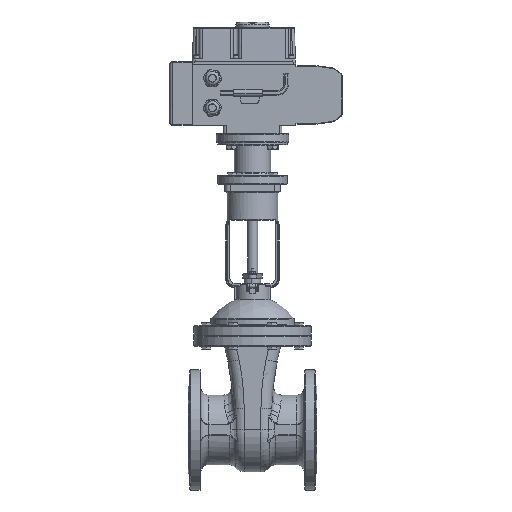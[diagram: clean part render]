
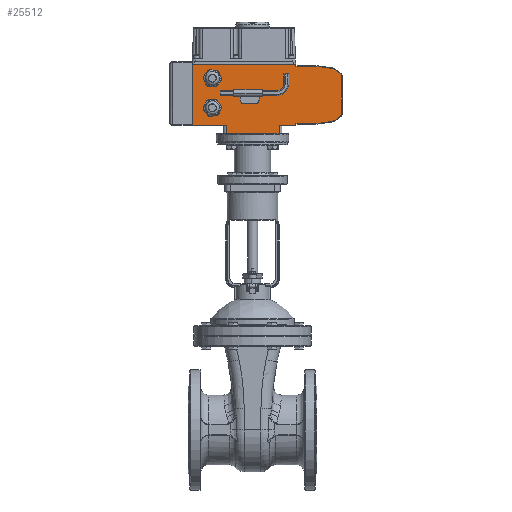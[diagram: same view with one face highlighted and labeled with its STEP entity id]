
A CAD part, left-side view. The second image highlights one B-rep face of the part: STEP entity #25512.
In plain terms, the highlighted planar face has unit normal (-1, 0, 0).
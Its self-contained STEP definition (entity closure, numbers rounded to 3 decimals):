
#1368=PLANE('',#27624);
#1760=LINE('',#36519,#3723);
#2218=LINE('',#37714,#4181);
#2221=LINE('',#37723,#4184);
#2226=LINE('',#37747,#4189);
#2562=LINE('',#39170,#4525);
#2564=LINE('',#39178,#4527);
#2599=LINE('',#39362,#4562);
#2614=LINE('',#39409,#4577);
#2874=LINE('',#40729,#4837);
#2875=LINE('',#40733,#4838);
#2876=LINE('',#40737,#4839);
#2877=LINE('',#40741,#4840);
#2878=LINE('',#40745,#4841);
#2879=LINE('',#40749,#4842);
#2880=LINE('',#40753,#4843);
#2881=LINE('',#40756,#4844);
#2882=LINE('',#40758,#4845);
#2883=LINE('',#40759,#4846);
#3723=VECTOR('',#29379,10.);
#4181=VECTOR('',#30469,10.);
#4184=VECTOR('',#30476,10.);
#4189=VECTOR('',#30487,10.);
#4525=VECTOR('',#31219,10.);
#4527=VECTOR('',#31227,10.);
#4562=VECTOR('',#31376,10.);
#4577=VECTOR('',#31419,10.);
#4837=VECTOR('',#32517,10.);
#4838=VECTOR('',#32520,10.);
#4839=VECTOR('',#32523,10.);
#4840=VECTOR('',#32526,10.);
#4841=VECTOR('',#32529,10.);
#4842=VECTOR('',#32532,10.);
#4843=VECTOR('',#32535,10.);
#4844=VECTOR('',#32538,10.);
#4845=VECTOR('',#32539,10.);
#4846=VECTOR('',#32540,10.);
#6760=FACE_OUTER_BOUND('',#8204,.T.);
#8204=EDGE_LOOP('',(#19601,#19602,#19603,#19604,#19605,#19606,#19607,#19608,
#19609,#19610,#19611,#19612,#19613,#19614,#19615,#19616,#19617,#19618,#19619,
#19620,#19621,#19622,#19623,#19624,#19625,#19626));
#9577=CIRCLE('',#27625,4.);
#9578=CIRCLE('',#27626,4.);
#9579=CIRCLE('',#27627,4.);
#9580=CIRCLE('',#27628,4.);
#9581=CIRCLE('',#27629,4.);
#9582=CIRCLE('',#27630,4.);
#9583=CIRCLE('',#27631,4.);
#9584=CIRCLE('',#27632,4.);
#10326=VERTEX_POINT('',#36517);
#10327=VERTEX_POINT('',#36518);
#10748=VERTEX_POINT('',#37713);
#10751=VERTEX_POINT('',#37721);
#10752=VERTEX_POINT('',#37722);
#10758=VERTEX_POINT('',#37746);
#11097=VERTEX_POINT('',#39169);
#11100=VERTEX_POINT('',#39176);
#11156=VERTEX_POINT('',#39360);
#11174=VERTEX_POINT('',#39407);
#11418=VERTEX_POINT('',#40726);
#11419=VERTEX_POINT('',#40728);
#11420=VERTEX_POINT('',#40730);
#11421=VERTEX_POINT('',#40732);
#11422=VERTEX_POINT('',#40734);
#11423=VERTEX_POINT('',#40736);
#11424=VERTEX_POINT('',#40738);
#11425=VERTEX_POINT('',#40740);
#11426=VERTEX_POINT('',#40742);
#11427=VERTEX_POINT('',#40744);
#11428=VERTEX_POINT('',#40746);
#11429=VERTEX_POINT('',#40748);
#11430=VERTEX_POINT('',#40750);
#11431=VERTEX_POINT('',#40752);
#11432=VERTEX_POINT('',#40755);
#11433=VERTEX_POINT('',#40757);
#12677=EDGE_CURVE('',#10326,#10327,#1760,.T.);
#13267=EDGE_CURVE('',#10326,#10748,#2218,.T.);
#13271=EDGE_CURVE('',#10751,#10752,#2221,.T.);
#13278=EDGE_CURVE('',#10748,#10758,#2226,.T.);
#13741=EDGE_CURVE('',#10752,#11097,#2562,.T.);
#13745=EDGE_CURVE('',#11100,#10327,#2564,.T.);
#13820=EDGE_CURVE('',#11156,#11100,#2599,.T.);
#13845=EDGE_CURVE('',#11097,#11174,#2614,.T.);
#14333=EDGE_CURVE('',#11418,#10751,#9577,.T.);
#14334=EDGE_CURVE('',#11419,#11418,#2874,.T.);
#14335=EDGE_CURVE('',#11420,#11419,#9578,.T.);
#14336=EDGE_CURVE('',#11421,#11420,#2875,.T.);
#14337=EDGE_CURVE('',#11422,#11421,#9579,.T.);
#14338=EDGE_CURVE('',#11423,#11422,#2876,.T.);
#14339=EDGE_CURVE('',#11424,#11423,#9580,.T.);
#14340=EDGE_CURVE('',#11425,#11424,#2877,.T.);
#14341=EDGE_CURVE('',#11426,#11425,#9581,.T.);
#14342=EDGE_CURVE('',#11427,#11426,#2878,.T.);
#14343=EDGE_CURVE('',#11428,#11427,#9582,.T.);
#14344=EDGE_CURVE('',#11429,#11428,#2879,.T.);
#14345=EDGE_CURVE('',#11430,#11429,#9583,.T.);
#14346=EDGE_CURVE('',#11431,#11430,#2880,.T.);
#14347=EDGE_CURVE('',#10758,#11431,#9584,.T.);
#14348=EDGE_CURVE('',#11432,#11156,#2881,.T.);
#14349=EDGE_CURVE('',#11433,#11432,#2882,.T.);
#14350=EDGE_CURVE('',#11174,#11433,#2883,.T.);
#19601=ORIENTED_EDGE('',*,*,#13271,.F.);
#19602=ORIENTED_EDGE('',*,*,#14333,.F.);
#19603=ORIENTED_EDGE('',*,*,#14334,.F.);
#19604=ORIENTED_EDGE('',*,*,#14335,.F.);
#19605=ORIENTED_EDGE('',*,*,#14336,.F.);
#19606=ORIENTED_EDGE('',*,*,#14337,.F.);
#19607=ORIENTED_EDGE('',*,*,#14338,.F.);
#19608=ORIENTED_EDGE('',*,*,#14339,.F.);
#19609=ORIENTED_EDGE('',*,*,#14340,.F.);
#19610=ORIENTED_EDGE('',*,*,#14341,.F.);
#19611=ORIENTED_EDGE('',*,*,#14342,.F.);
#19612=ORIENTED_EDGE('',*,*,#14343,.F.);
#19613=ORIENTED_EDGE('',*,*,#14344,.F.);
#19614=ORIENTED_EDGE('',*,*,#14345,.F.);
#19615=ORIENTED_EDGE('',*,*,#14346,.F.);
#19616=ORIENTED_EDGE('',*,*,#14347,.F.);
#19617=ORIENTED_EDGE('',*,*,#13278,.F.);
#19618=ORIENTED_EDGE('',*,*,#13267,.F.);
#19619=ORIENTED_EDGE('',*,*,#12677,.T.);
#19620=ORIENTED_EDGE('',*,*,#13745,.F.);
#19621=ORIENTED_EDGE('',*,*,#13820,.F.);
#19622=ORIENTED_EDGE('',*,*,#14348,.F.);
#19623=ORIENTED_EDGE('',*,*,#14349,.F.);
#19624=ORIENTED_EDGE('',*,*,#14350,.F.);
#19625=ORIENTED_EDGE('',*,*,#13845,.F.);
#19626=ORIENTED_EDGE('',*,*,#13741,.F.);
#25512=ADVANCED_FACE('',(#6760),#1368,.F.);
#27624=AXIS2_PLACEMENT_3D('',#40725,#32513,#32514);
#27625=AXIS2_PLACEMENT_3D('',#40727,#32515,#32516);
#27626=AXIS2_PLACEMENT_3D('',#40731,#32518,#32519);
#27627=AXIS2_PLACEMENT_3D('',#40735,#32521,#32522);
#27628=AXIS2_PLACEMENT_3D('',#40739,#32524,#32525);
#27629=AXIS2_PLACEMENT_3D('',#40743,#32527,#32528);
#27630=AXIS2_PLACEMENT_3D('',#40747,#32530,#32531);
#27631=AXIS2_PLACEMENT_3D('',#40751,#32533,#32534);
#27632=AXIS2_PLACEMENT_3D('',#40754,#32536,#32537);
#29379=DIRECTION('',(0.,-1.,0.));
#30469=DIRECTION('',(0.,0.,1.));
#30476=DIRECTION('',(0.,-1.,0.));
#30487=DIRECTION('',(0.,-1.,0.));
#31219=DIRECTION('',(0.,0.,-1.));
#31227=DIRECTION('',(0.,0.,-1.));
#31376=DIRECTION('',(0.,1.,0.));
#31419=DIRECTION('',(0.,-1.,0.));
#32513=DIRECTION('center_axis',(1.,0.,0.));
#32514=DIRECTION('ref_axis',(0.,0.,-1.));
#32515=DIRECTION('center_axis',(1.,0.,0.));
#32516=DIRECTION('ref_axis',(0.,-0.997,-0.077));
#32517=DIRECTION('',(0.,0.,-1.));
#32518=DIRECTION('center_axis',(1.,0.,0.));
#32519=DIRECTION('ref_axis',(0.,-0.998,0.068));
#32520=DIRECTION('',(0.,-0.136,-0.991));
#32521=DIRECTION('center_axis',(1.,0.,0.));
#32522=DIRECTION('ref_axis',(0.,-0.931,0.366));
#32523=DIRECTION('',(0.,-0.575,-0.818));
#32524=DIRECTION('center_axis',(1.,0.,0.));
#32525=DIRECTION('ref_axis',(0.,-0.461,0.887));
#32526=DIRECTION('',(0.,-1.,0.));
#32527=DIRECTION('center_axis',(1.,0.,0.));
#32528=DIRECTION('ref_axis',(0.,0.461,0.887));
#32529=DIRECTION('',(0.,-0.575,0.818));
#32530=DIRECTION('center_axis',(1.,0.,0.));
#32531=DIRECTION('ref_axis',(0.,0.931,0.366));
#32532=DIRECTION('',(0.,-0.136,0.991));
#32533=DIRECTION('center_axis',(1.,0.,0.));
#32534=DIRECTION('ref_axis',(0.,0.998,0.068));
#32535=DIRECTION('',(0.,0.,1.));
#32536=DIRECTION('center_axis',(1.,0.,0.));
#32537=DIRECTION('ref_axis',(0.,0.997,-0.077));
#32538=DIRECTION('',(0.,0.,-1.));
#32539=DIRECTION('',(0.,0.,-1.));
#32540=DIRECTION('',(0.,0.,-1.));
#36517=CARTESIAN_POINT('',(0.,54.,-84.));
#36518=CARTESIAN_POINT('',(0.,-54.5,-84.));
#36519=CARTESIAN_POINT('',(0.,52.5,-84.));
#37713=CARTESIAN_POINT('',(0.,54.,100.756));
#37714=CARTESIAN_POINT('',(0.,54.,-84.));
#37721=CARTESIAN_POINT('',(0.,-51.425,100.756));
#37722=CARTESIAN_POINT('',(0.,-54.5,100.756));
#37723=CARTESIAN_POINT('',(0.,26.25,100.756));
#37746=CARTESIAN_POINT('',(0.,51.425,100.756));
#37747=CARTESIAN_POINT('',(0.,26.25,100.756));
#39169=CARTESIAN_POINT('',(0.,-54.5,71.335));
#39170=CARTESIAN_POINT('',(0.,-54.5,-84.));
#39176=CARTESIAN_POINT('',(0.,-54.5,-23.665));
#39178=CARTESIAN_POINT('',(0.,-54.5,-84.));
#39360=CARTESIAN_POINT('',(0.,-69.5,-23.665));
#39362=CARTESIAN_POINT('',(0.,-27.25,-23.665));
#39407=CARTESIAN_POINT('',(0.,-69.5,71.335));
#39409=CARTESIAN_POINT('',(0.,-27.25,71.335));
#40725=CARTESIAN_POINT('Origin',(0.,0.,50.));
#40726=CARTESIAN_POINT('',(0.,-51.5,101.528));
#40727=CARTESIAN_POINT('Origin',(0.,-47.5,101.528));
#40728=CARTESIAN_POINT('',(0.,-51.5,136.657));
#40729=CARTESIAN_POINT('',(0.,-51.5,93.5));
#40730=CARTESIAN_POINT('',(0.,-51.463,137.203));
#40731=CARTESIAN_POINT('Origin',(0.,-47.5,136.657));
#40732=CARTESIAN_POINT('',(0.,-47.309,167.362));
#40733=CARTESIAN_POINT('',(0.,-54.717,113.571));
#40734=CARTESIAN_POINT('',(0.,-46.62,169.115));
#40735=CARTESIAN_POINT('Origin',(0.,-43.346,166.816));
#40736=CARTESIAN_POINT('',(0.,-38.063,181.299));
#40737=CARTESIAN_POINT('',(0.,-61.906,147.349));
#40738=CARTESIAN_POINT('',(0.,-34.789,183.));
#40739=CARTESIAN_POINT('Origin',(0.,-34.789,179.));
#40740=CARTESIAN_POINT('',(0.,34.789,183.));
#40741=CARTESIAN_POINT('',(0.,18.694,183.));
#40742=CARTESIAN_POINT('',(0.,38.063,181.299));
#40743=CARTESIAN_POINT('Origin',(0.,34.789,179.));
#40744=CARTESIAN_POINT('',(0.,46.62,169.115));
#40745=CARTESIAN_POINT('',(0.,67.28,139.698));
#40746=CARTESIAN_POINT('',(0.,47.309,167.362));
#40747=CARTESIAN_POINT('Origin',(0.,43.346,166.816));
#40748=CARTESIAN_POINT('',(0.,51.463,137.203));
#40749=CARTESIAN_POINT('',(0.,56.9,97.722));
#40750=CARTESIAN_POINT('',(0.,51.5,136.657));
#40751=CARTESIAN_POINT('Origin',(0.,47.5,136.657));
#40752=CARTESIAN_POINT('',(0.,51.5,101.528));
#40753=CARTESIAN_POINT('',(0.,51.5,-17.));
#40754=CARTESIAN_POINT('Origin',(0.,47.5,101.528));
#40755=CARTESIAN_POINT('',(0.,-69.5,-10.076));
#40756=CARTESIAN_POINT('',(0.,-69.5,76.335));
#40757=CARTESIAN_POINT('',(0.,-69.5,57.747));
#40758=CARTESIAN_POINT('',(0.,-69.5,76.335));
#40759=CARTESIAN_POINT('',(0.,-69.5,76.335));
